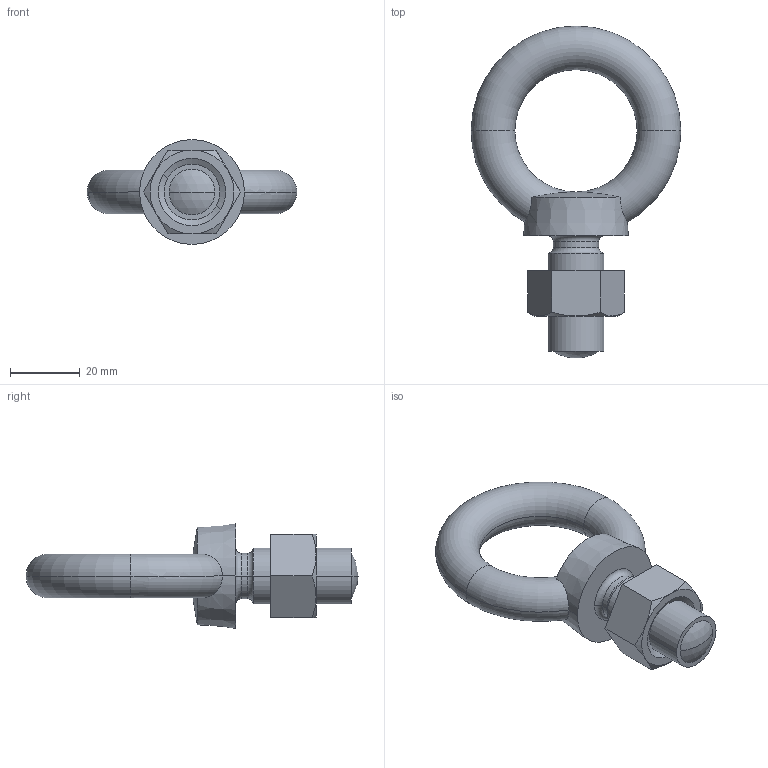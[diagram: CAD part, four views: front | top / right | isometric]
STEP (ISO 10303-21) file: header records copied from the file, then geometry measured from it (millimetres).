
FILE_DESCRIPTION (( 'STEP AP203' ), '1' );
FILE_NAME ('B-130-16-35.STEP', '2020-02-05T02:13:12', ( '' ), ( '' ), 'SwSTEP 2.0', 'SolidWorks 2014', '' );
FILE_SCHEMA (( 'CONFIG_CONTROL_DESIGN' ));
Length unit declared in the file: millimetre
Products named in the file (3): B-130-16-35_; B-130-16-35_榋妏僫僢僩ver1.01__M16僫僢僩(揝)1庬_屇傃宎婎弨; B-130-16-35
Assembly tree (2 placements, depth 2):
  B-130-16-35
    B-130-16-35_
    B-130-16-35_榋妏僫僢僩ver1.01__M16僫僢僩(揝)1庬_屇傃宎婎弨
Bounding box: 60 x 95 x 30 mm (x, y, z)
Volume: 33239 mm3; surface area: 10935.9 mm2
Topology: 2 solids, 2 shells, 42 faces, 90 edges, 52 vertices
Faces by surface type: cone 12, torus 10, plane 10, cylinder 6, sphere 4
Entity records: 1631 total; most frequent: CARTESIAN_POINT 419, DIRECTION 210, ORIENTED_EDGE 180, AXIS2_PLACEMENT_3D 93, EDGE_CURVE 90, VERTEX_POINT 52, CIRCLE 46, EDGE_LOOP 46
